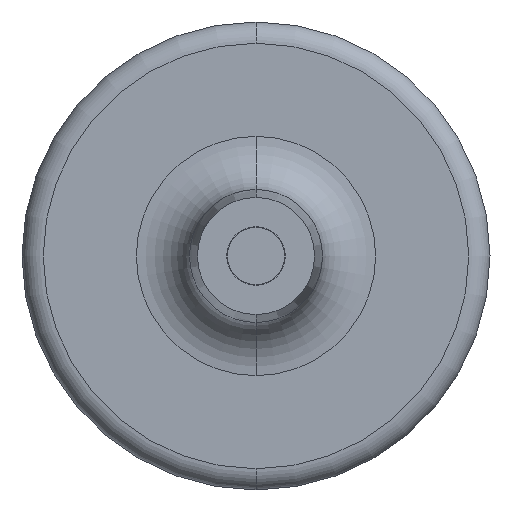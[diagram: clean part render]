
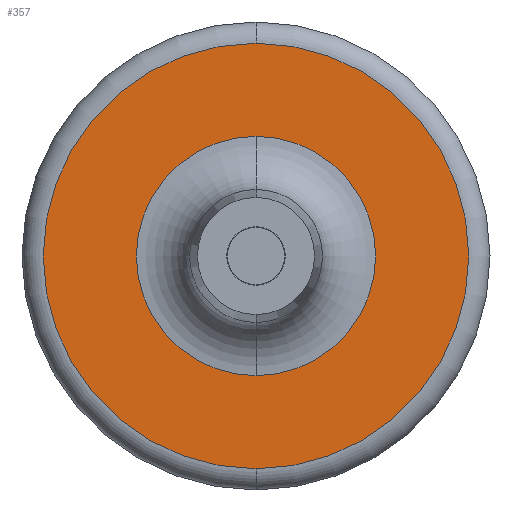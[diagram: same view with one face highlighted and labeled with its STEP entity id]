
A CAD part, front view. The second image highlights one B-rep face of the part: STEP entity #357.
In plain terms, the highlighted planar face has unit normal (0, -1, 0).
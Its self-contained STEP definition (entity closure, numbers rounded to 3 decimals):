
#5 = DIRECTION ( 'NONE',  ( 0., 1., 0. ) ) ;
#19 = CARTESIAN_POINT ( 'NONE',  ( 0., 60., -40. ) ) ;
#26 = DIRECTION ( 'NONE',  ( 0., 0., -1. ) ) ;
#42 = EDGE_CURVE ( 'NONE', #581, #573, #66, .T. ) ;
#54 = DIRECTION ( 'NONE',  ( 0., 0., -1. ) ) ;
#62 = ORIENTED_EDGE ( 'NONE', *, *, #469, .T. ) ;
#66 = CIRCLE ( 'NONE', #382, 40. ) ;
#78 = AXIS2_PLACEMENT_3D ( 'NONE', #215, #5, #410 ) ;
#83 = CARTESIAN_POINT ( 'NONE',  ( 0., 60., 0. ) ) ;
#96 = DIRECTION ( 'NONE',  ( 0., -1., 0. ) ) ;
#102 = EDGE_CURVE ( 'NONE', #107, #119, #422, .T. ) ;
#107 = VERTEX_POINT ( 'NONE', #308 ) ;
#119 = VERTEX_POINT ( 'NONE', #387 ) ;
#149 = AXIS2_PLACEMENT_3D ( 'NONE', #468, #280, #54 ) ;
#186 = AXIS2_PLACEMENT_3D ( 'NONE', #509, #96, #415 ) ;
#197 = ORIENTED_EDGE ( 'NONE', *, *, #42, .T. ) ;
#204 = DIRECTION ( 'NONE',  ( 0., -1., 0. ) ) ;
#209 = EDGE_LOOP ( 'NONE', ( #197, #62 ) ) ;
#215 = CARTESIAN_POINT ( 'NONE',  ( -22.5, 60., 0. ) ) ;
#247 = CIRCLE ( 'NONE', #149, 40. ) ;
#280 = DIRECTION ( 'NONE',  ( 0., -1., 0. ) ) ;
#289 = CARTESIAN_POINT ( 'NONE',  ( 0., 60., 0. ) ) ;
#308 = CARTESIAN_POINT ( 'NONE',  ( 0., 60., 22.5 ) ) ;
#326 = AXIS2_PLACEMENT_3D ( 'NONE', #289, #204, #26 ) ;
#349 = DIRECTION ( 'NONE',  ( 0., 0., -1. ) ) ;
#357 = ADVANCED_FACE ( 'NONE', ( #552, #448 ), #555, .F. ) ;
#366 = CIRCLE ( 'NONE', #186, 22.5 ) ;
#382 = AXIS2_PLACEMENT_3D ( 'NONE', #83, #585, #349 ) ;
#387 = CARTESIAN_POINT ( 'NONE',  ( 0., 60., -22.5 ) ) ;
#407 = EDGE_CURVE ( 'NONE', #119, #107, #366, .T. ) ;
#410 = DIRECTION ( 'NONE',  ( 0., 0., 1. ) ) ;
#415 = DIRECTION ( 'NONE',  ( 0., 0., -1. ) ) ;
#422 = CIRCLE ( 'NONE', #326, 22.5 ) ;
#438 = CARTESIAN_POINT ( 'NONE',  ( 0., 60., 40. ) ) ;
#448 = FACE_OUTER_BOUND ( 'NONE', #209, .T. ) ;
#458 = ORIENTED_EDGE ( 'NONE', *, *, #102, .F. ) ;
#468 = CARTESIAN_POINT ( 'NONE',  ( 0., 60., 0. ) ) ;
#469 = EDGE_CURVE ( 'NONE', #573, #581, #247, .T. ) ;
#509 = CARTESIAN_POINT ( 'NONE',  ( 0., 60., 0. ) ) ;
#510 = EDGE_LOOP ( 'NONE', ( #567, #458 ) ) ;
#552 = FACE_BOUND ( 'NONE', #510, .T. ) ;
#555 = PLANE ( 'NONE',  #78 ) ;
#567 = ORIENTED_EDGE ( 'NONE', *, *, #407, .F. ) ;
#573 = VERTEX_POINT ( 'NONE', #438 ) ;
#581 = VERTEX_POINT ( 'NONE', #19 ) ;
#585 = DIRECTION ( 'NONE',  ( 0., -1., 0. ) ) ;
